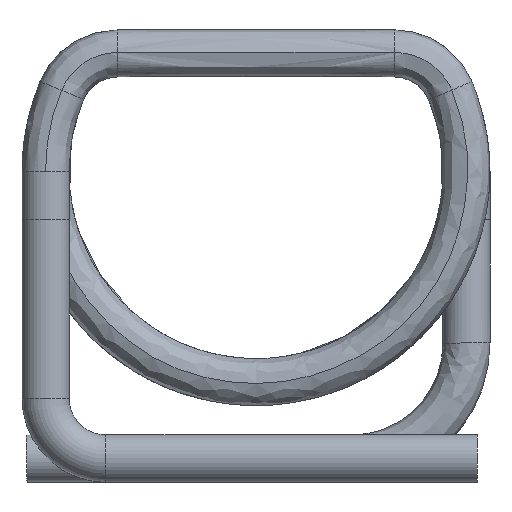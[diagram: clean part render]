
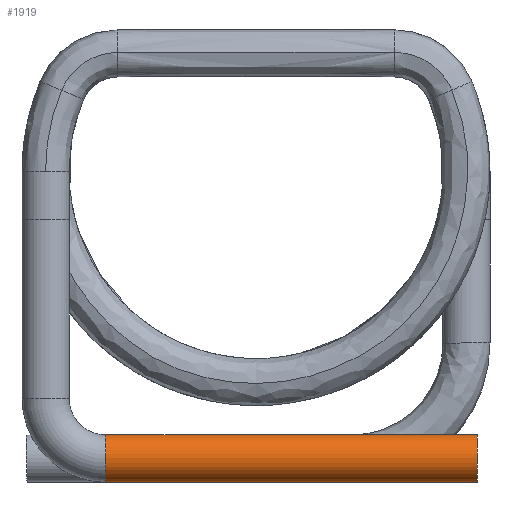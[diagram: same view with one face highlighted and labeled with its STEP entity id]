
A CAD part, left-side view. The second image highlights one B-rep face of the part: STEP entity #1919.
In plain terms, the highlighted cylindrical face has radius 0.39 mm (diameter 0.78 mm), a full revolution.
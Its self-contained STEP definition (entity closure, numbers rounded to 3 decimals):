
#25=FACE_BOUND($,#596,.T.);
#28=CYLINDRICAL_SURFACE($,#2088,0.39);
#445=FACE_OUTER_BOUND($,#595,.T.);
#595=EDGE_LOOP($,(#1735));
#596=EDGE_LOOP($,(#1736));
#747=CIRCLE($,#2087,0.39);
#748=CIRCLE($,#2089,0.39);
#897=VERTEX_POINT($,#13691);
#898=VERTEX_POINT($,#13694);
#1178=EDGE_CURVE($,#897,#897,#747,.T.);
#1179=EDGE_CURVE($,#898,#898,#748,.T.);
#1735=ORIENTED_EDGE($,*,*,#1179,.T.);
#1736=ORIENTED_EDGE($,*,*,#1178,.F.);
#1919=ADVANCED_FACE($,(#445,#25),#28,.T.);
#2087=AXIS2_PLACEMENT_3D($,#13692,#2404,#2405);
#2088=AXIS2_PLACEMENT_3D($,#13693,#2406,#2407);
#2089=AXIS2_PLACEMENT_3D($,#13695,#2408,#2409);
#2404=DIRECTION('center_axis',(0.,1.,0.));
#2405=DIRECTION('ref_axis',(0.,0.,-1.));
#2406=DIRECTION('center_axis',(0.,-1.,0.));
#2407=DIRECTION('ref_axis',(1.,0.,0.));
#2408=DIRECTION('center_axis',(0.,1.,0.));
#2409=DIRECTION('ref_axis',(1.,0.,0.));
#13691=CARTESIAN_POINT('',(-6.41,2.405,0.39));
#13692=CARTESIAN_POINT('Origin',(-6.8,2.405,0.39));
#13693=CARTESIAN_POINT('Origin',(-6.8,2.405,0.39));
#13694=CARTESIAN_POINT('',(-6.41,-3.745,0.39));
#13695=CARTESIAN_POINT('Origin',(-6.8,-3.745,0.39));
